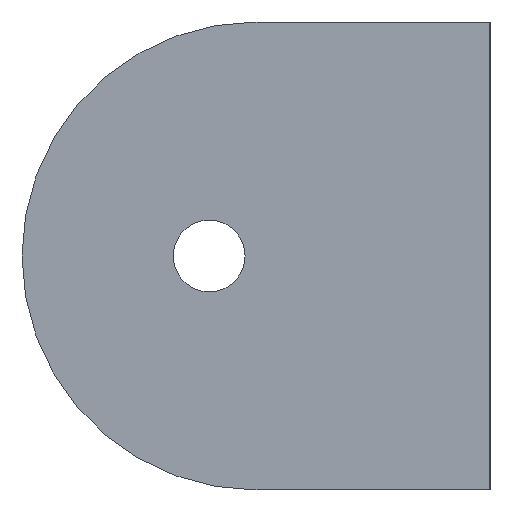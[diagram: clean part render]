
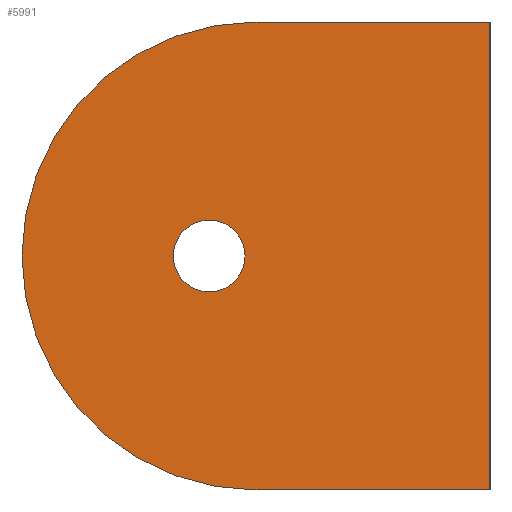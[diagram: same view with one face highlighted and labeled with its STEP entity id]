
A CAD part, left-side view. The second image highlights one B-rep face of the part: STEP entity #5991.
In plain terms, the highlighted planar face has unit normal (-1, 0, 0).
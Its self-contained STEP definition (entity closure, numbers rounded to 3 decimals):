
#27=CIRCLE('',#6046,7.5);
#28=CIRCLE('',#6047,1.15);
#47=FACE_BOUND('',#725,.T.);
#73=PLANE('',#6045);
#389=FACE_OUTER_BOUND('',#724,.T.);
#724=EDGE_LOOP('',(#5336,#5337,#5338,#5339));
#725=EDGE_LOOP('',(#5340));
#1067=LINE('',#12060,#1408);
#1068=LINE('',#12062,#1409);
#1069=LINE('',#12063,#1410);
#1408=VECTOR('',#6454,10.);
#1409=VECTOR('',#6455,10.);
#1410=VECTOR('',#6456,10.);
#2603=VERTEX_POINT('',#12056);
#2604=VERTEX_POINT('',#12057);
#2605=VERTEX_POINT('',#12059);
#2606=VERTEX_POINT('',#12061);
#2607=VERTEX_POINT('',#12064);
#3521=EDGE_CURVE('',#2603,#2604,#27,.T.);
#3522=EDGE_CURVE('',#2605,#2603,#1067,.T.);
#3523=EDGE_CURVE('',#2606,#2605,#1068,.T.);
#3524=EDGE_CURVE('',#2606,#2604,#1069,.T.);
#3525=EDGE_CURVE('',#2607,#2607,#28,.T.);
#5336=ORIENTED_EDGE('',*,*,#3521,.F.);
#5337=ORIENTED_EDGE('',*,*,#3522,.F.);
#5338=ORIENTED_EDGE('',*,*,#3523,.F.);
#5339=ORIENTED_EDGE('',*,*,#3524,.T.);
#5340=ORIENTED_EDGE('',*,*,#3525,.T.);
#5991=ADVANCED_FACE('',(#389,#47),#73,.T.);
#6045=AXIS2_PLACEMENT_3D('',#12055,#6450,#6451);
#6046=AXIS2_PLACEMENT_3D('',#12058,#6452,#6453);
#6047=AXIS2_PLACEMENT_3D('',#12065,#6457,#6458);
#6450=DIRECTION('center_axis',(-1.,0.,0.));
#6451=DIRECTION('ref_axis',(0.,0.,1.));
#6452=DIRECTION('center_axis',(1.,0.,0.));
#6453=DIRECTION('ref_axis',(0.,0.707,0.707));
#6454=DIRECTION('',(0.,1.,0.));
#6455=DIRECTION('',(0.,0.,-1.));
#6456=DIRECTION('',(0.,1.,0.));
#6457=DIRECTION('center_axis',(1.,0.,0.));
#6458=DIRECTION('ref_axis',(0.,0.,1.));
#12055=CARTESIAN_POINT('Origin',(-45.,0.,-7.5));
#12056=CARTESIAN_POINT('',(-45.,7.5,-7.5));
#12057=CARTESIAN_POINT('',(-45.,7.5,7.5));
#12058=CARTESIAN_POINT('Origin',(-45.,7.5,0.));
#12059=CARTESIAN_POINT('',(-45.,0.,-7.5));
#12060=CARTESIAN_POINT('',(-45.,0.,-7.5));
#12061=CARTESIAN_POINT('',(-45.,0.,7.5));
#12062=CARTESIAN_POINT('',(-45.,0.,7.5));
#12063=CARTESIAN_POINT('',(-45.,0.,7.5));
#12064=CARTESIAN_POINT('',(-45.,9.,-1.15));
#12065=CARTESIAN_POINT('Origin',(-45.,9.,0.));
